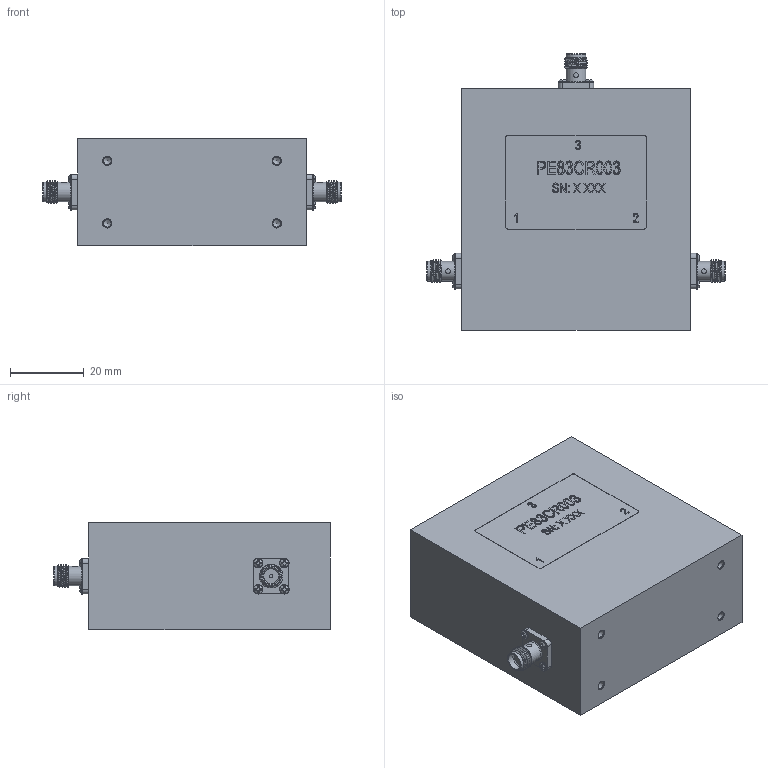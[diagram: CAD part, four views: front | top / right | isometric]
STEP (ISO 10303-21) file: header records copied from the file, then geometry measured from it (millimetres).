
FILE_DESCRIPTION (( 'STEP AP203' ), '1' );
FILE_NAME ('PE83CR003_3D.step', '2021-03-03T23:17:28', ( '' ), ( '' ), 'SwSTEP 2.0', 'SolidWorks 2020', '' );
FILE_SCHEMA (( 'CONFIG_CONTROL_DESIGN' ));
Length unit declared in the file: inch
Products named in the file (1): PE83CR003_3D
Bounding box: 81.05 x 75.03 x 29.08 mm (x, y, z)
Volume: 118449.3 mm3; surface area: 17103.5 mm2
Topology: 1 solids, 16 shells, 763 faces, 1993 edges, 1330 vertices
Faces by surface type: plane 443, bspline 166, cylinder 80, cone 71, torus 3
Full cylindrical faces by diameter (mm): 0.94 x3, 1.092 x12, 1.194 x3, 2.05 x4, 2.5 x4, 2.591 x12, 3.3 x4, 4 x4, 4.521 x3, 5.08 x3, 5.334 x6
Entity records: 32929 total; most frequent: CARTESIAN_POINT 16216, ORIENTED_EDGE 3700, DIRECTION 2739, EDGE_CURVE 1850, VERTEX_POINT 1277, LINE 959, VECTOR 959, EDGE_LOOP 927
